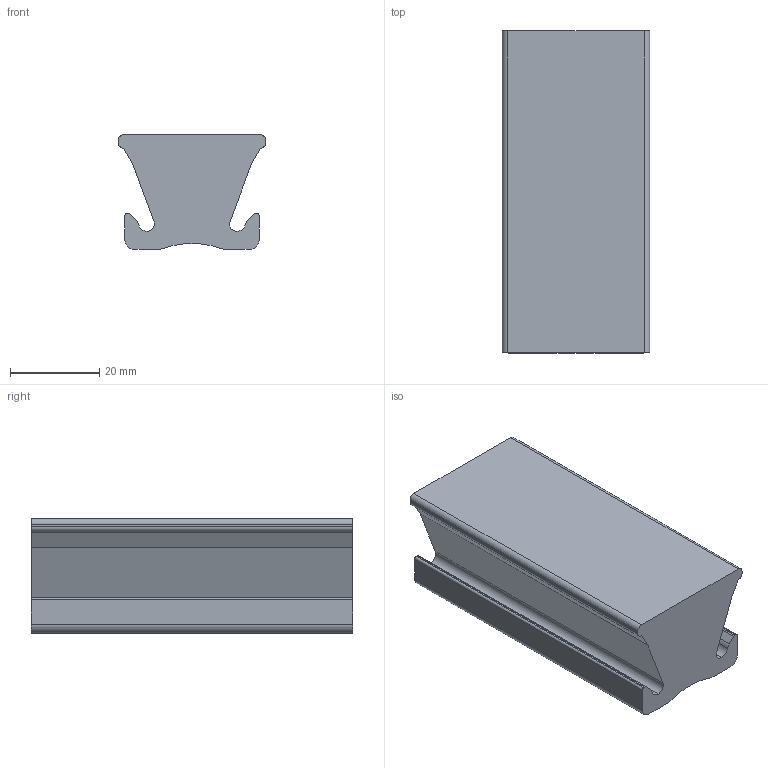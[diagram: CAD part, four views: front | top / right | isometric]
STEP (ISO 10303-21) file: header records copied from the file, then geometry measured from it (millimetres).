
FILE_DESCRIPTION (( 'STEP AP203' ), '1' );
FILE_NAME ('shockbasicformouuldt1121.STEP', '2024-01-20T23:30:17', ( '' ), ( '' ), 'SwSTEP 2.0', 'SolidWorks 2020', '' );
FILE_SCHEMA (( 'CONFIG_CONTROL_DESIGN' ));
Length unit declared in the file: millimetre
Products named in the file (1): shockbasicformouuldt1121
Bounding box: 33 x 72 x 25.6 mm (x, y, z)
Volume: 46454.7 mm3; surface area: 11309.8 mm2
Topology: 1 solids, 1 shells, 34 faces, 96 edges, 64 vertices
Faces by surface type: plane 17, cylinder 17
Entity records: 1191 total; most frequent: DIRECTION 200, CARTESIAN_POINT 195, ORIENTED_EDGE 192, EDGE_CURVE 96, AXIS2_PLACEMENT_3D 69, VERTEX_POINT 64, VECTOR 62, LINE 62
